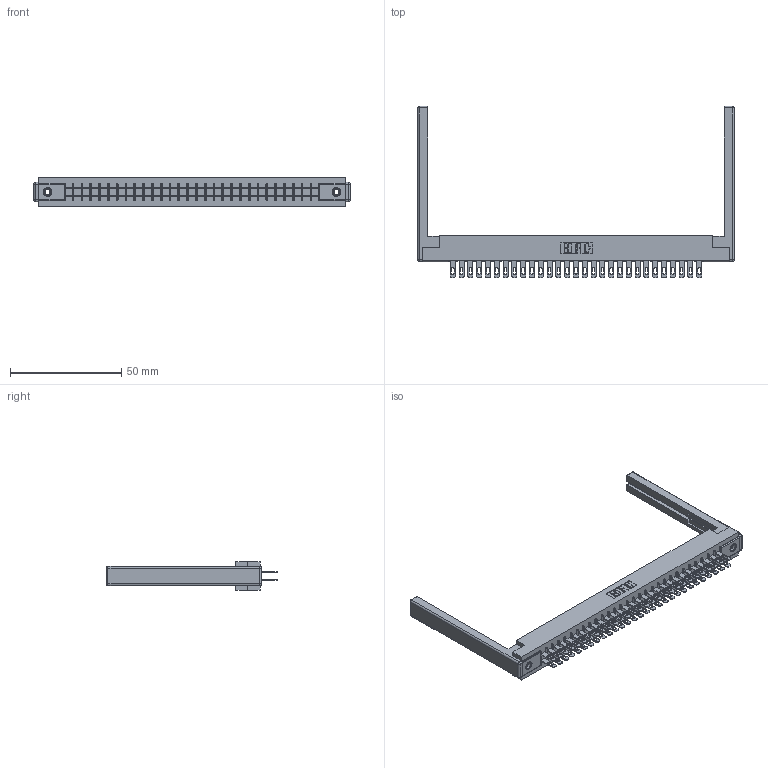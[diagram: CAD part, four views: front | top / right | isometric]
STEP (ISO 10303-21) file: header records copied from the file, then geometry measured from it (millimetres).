
FILE_DESCRIPTION (( 'STEP AP203' ), '1' );
FILE_NAME ('315-058-500-268.STEP', '2019-09-10T19:38:11', ( '' ), ( '' ), 'SwSTEP 2.0', 'SolidWorks 2016', '' );
FILE_SCHEMA (( 'CONFIG_CONTROL_DESIGN' ));
Length unit declared in the file: inch
Products named in the file (5): 305-290-001_500; 305 Part_.156 Dia; 315-058-500-268; 307-220-068; 345-250-001_345-250-001-102
Assembly tree (63 placements, depth 2):
  315-058-500-268
    305 Part_.156 Dia
    305-290-001_500  x58
    345-250-001_345-250-001-102  x2
    307-220-068  x2
Bounding box: 142.34 x 77.14 x 12.7 mm (x, y, z)
Volume: 19344.2 mm3; surface area: 23824.5 mm2
Topology: 63 solids, 63 shells, 3170 faces, 9029 edges, 5842 vertices
Faces by surface type: plane 1780, cylinder 1250, sphere 124, cone 12, torus 4
Entity records: 35763 total; most frequent: CARTESIAN_POINT 5890, ORIENTED_EDGE 5836, DIRECTION 5730, EDGE_CURVE 2918, LINE 2334, VECTOR 2334, VERTEX_POINT 1858, AXIS2_PLACEMENT_3D 1698
